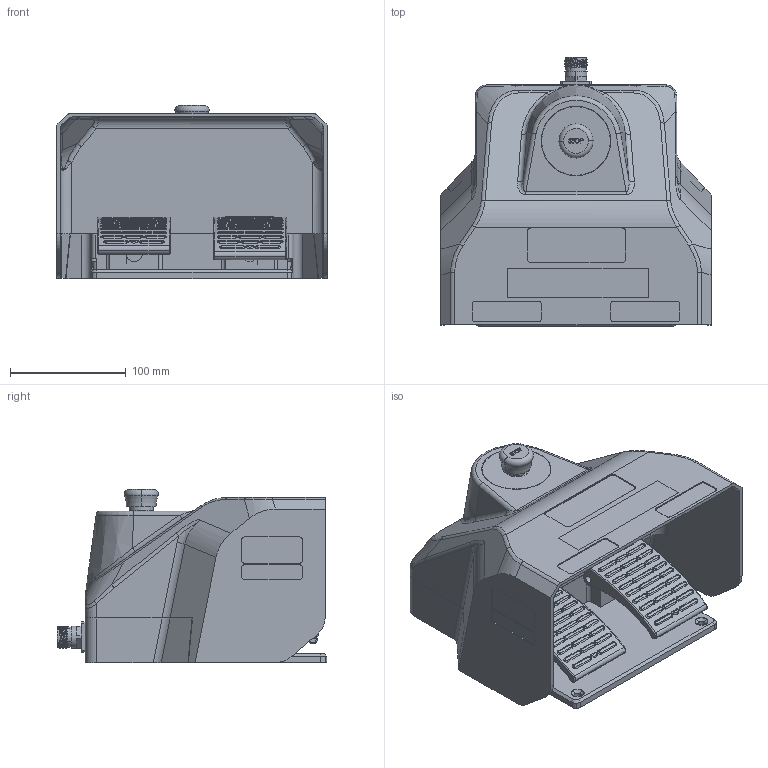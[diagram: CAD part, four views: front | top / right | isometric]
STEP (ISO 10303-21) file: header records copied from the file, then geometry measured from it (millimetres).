
FILE_DESCRIPTION (( 'STEP AP203' ), '1' );
FILE_NAME ('askeri pedal2.STEP', '2023-01-24T19:13:01', ( 'Tasarim' ), ( '' ), 'SwSTEP 2.0', 'SolidWorks 2022', '' );
FILE_SCHEMA (( 'CONFIG_CONTROL_DESIGN' ));
Products named in the file (1): askeri pedal2
Bounding box: 233.8 x 232.98 x 149.61 mm (x, y, z)
Surface area: 304311.6 mm2 (no closed solid volume)
Topology: 0 solids, 17 shells, 1166 faces, 3343 edges, 2189 vertices
Faces by surface type: cylinder 558, bspline 262, plane 251, torus 48, cone 47
Entity records: 64685 total; most frequent: CARTESIAN_POINT 37999, ORIENTED_EDGE 6003, DIRECTION 4519, EDGE_CURVE 3343, VERTEX_POINT 2189, AXIS2_PLACEMENT_3D 1558, VECTOR 1403, LINE 1403
